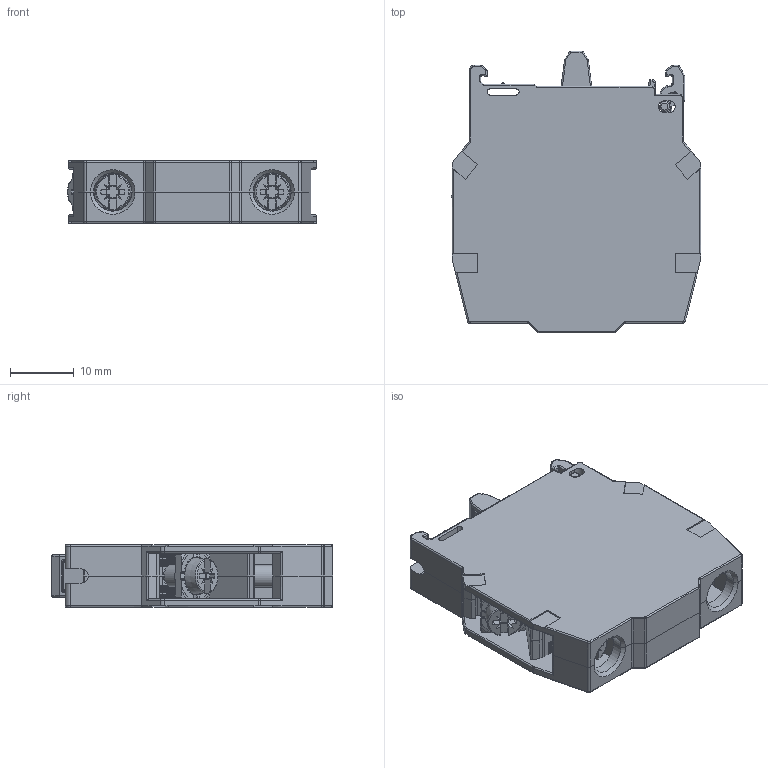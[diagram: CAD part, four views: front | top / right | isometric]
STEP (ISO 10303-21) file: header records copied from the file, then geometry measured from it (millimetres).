
FILE_DESCRIPTION(/* description */ (''),/* implementation_level */ '2;1');
FILE_NAME(/* name */ 'CMR01_asm1.stp',/* time_stamp */ '2022-08-18T13:07:33+08:00',/* author */ (''),/* organization */ (''),/* preprocessor_version */ 'ST-DEVELOPER v16',/* originating_system */ 'SIEMENS PLM Software NX 10.0',/* authorisation */ '');
FILE_SCHEMA (('AP203_CONFIGURATION_CONTROLLED_3D_DESIGN_OF_MECHANICAL_PARTS_AND_ASSEMBLIES_MIM_LF { 1 0 10303 403 2 1 2}'));
Products named in the file (1): Admi2BB0D8CEskpb
Bounding box: 39.13 x 44.2 x 9.8 mm (x, y, z)
Volume: 8486.5 mm3; surface area: 11429.3 mm2
Topology: 16 solids, 16 shells, 2473 faces, 6830 edges, 4418 vertices
Faces by surface type: plane 1648, cylinder 526, bspline 104, torus 93, cone 78, sphere 24
Full cylindrical faces by diameter (mm): 1.3 x18, 1.5 x1, 2.5 x4, 2.9 x4, 3 x10, 3.5 x4, 4.2 x4
Entity records: 81152 total; most frequent: CARTESIAN_POINT 18783, ORIENTED_EDGE 13286, DIRECTION 12626, EDGE_CURVE 6643, LINE 4376, VECTOR 4376, VERTEX_POINT 4374, AXIS2_PLACEMENT_3D 4125
